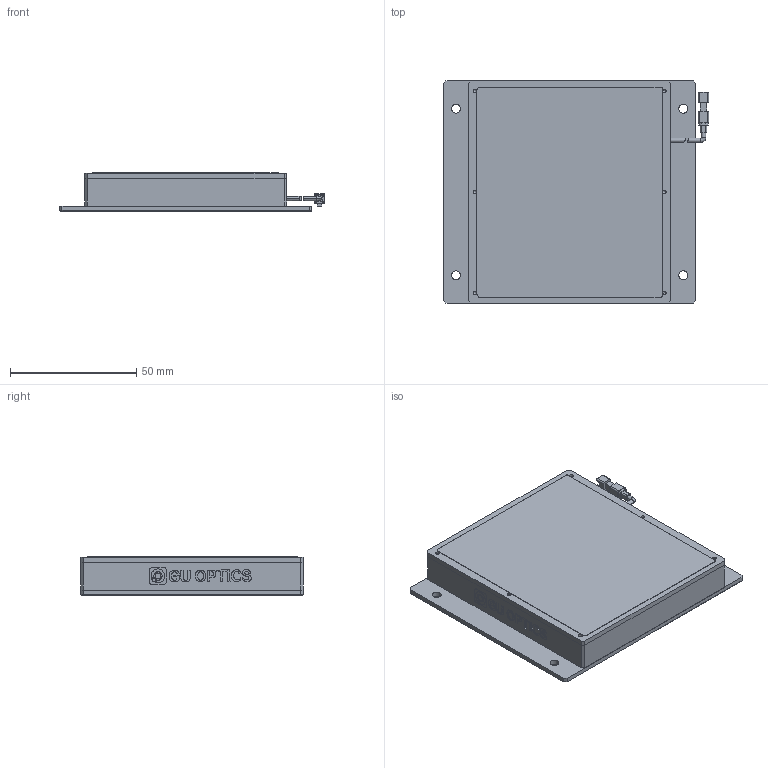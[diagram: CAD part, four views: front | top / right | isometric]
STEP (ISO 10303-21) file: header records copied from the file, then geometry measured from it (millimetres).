
FILE_DESCRIPTION (( 'STEP AP214' ), '1' );
FILE_NAME ('660403-W.STEP', '2019-03-05T07:48:16', ( 'user' ), ( 'ÔÆº£ ¼¼Êõ' ), 'SwSTEP 2.0', 'SolidWorks 2016', '' );
FILE_SCHEMA (( 'AUTOMOTIVE_DESIGN' ));
Length unit declared in the file: millimetre
Products named in the file (1): 660403-W
Bounding box: 105 x 88 x 15.2 mm (x, y, z)
Volume: 44726.2 mm3; surface area: 43207.8 mm2
Topology: 5 solids, 5 shells, 421 faces, 1070 edges, 684 vertices
Faces by surface type: plane 188, cylinder 134, bspline 61, cone 38
Entity records: 16563 total; most frequent: CARTESIAN_POINT 3177, ORIENTED_EDGE 2092, DIRECTION 1934, EDGE_CURVE 1046, VERTEX_POINT 684, AXIS2_PLACEMENT_3D 647, LINE 640, VECTOR 640
